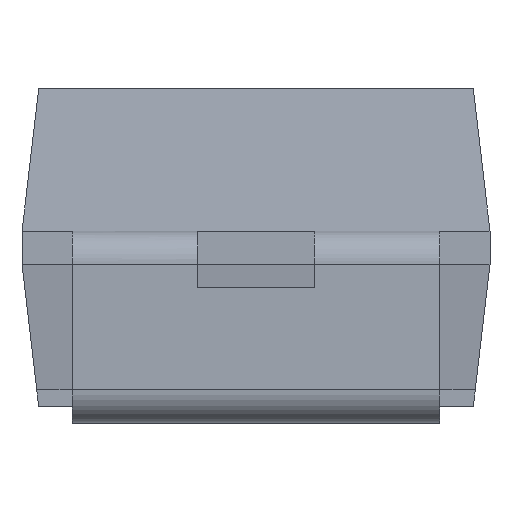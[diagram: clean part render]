
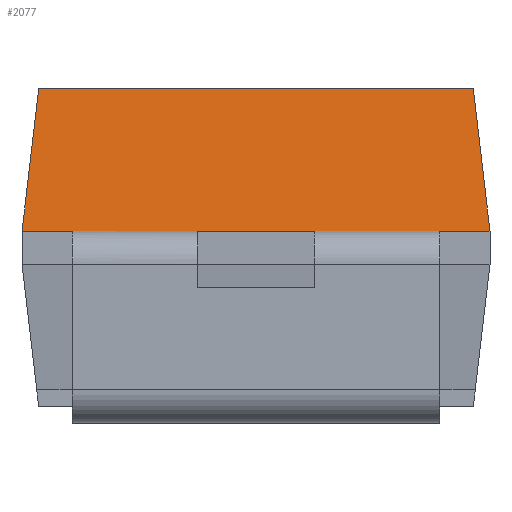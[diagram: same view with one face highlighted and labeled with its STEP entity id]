
A CAD part, left-side view. The second image highlights one B-rep face of the part: STEP entity #2077.
In plain terms, the highlighted free-form (B-spline) face has degree [1, 1] with [2, 2] control points.
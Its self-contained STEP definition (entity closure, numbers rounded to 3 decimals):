
#1416 = VERTEX_POINT('',#1417);
#1417 = CARTESIAN_POINT('',(-1.55,1.3,1.999));
#1422 = EDGE_CURVE('',#1416,#1423,#1425,.T.);
#1423 = VERTEX_POINT('',#1424);
#1424 = CARTESIAN_POINT('',(-1.55,-1.3,1.999));
#1425 = B_SPLINE_CURVE_WITH_KNOTS('',1,(#1426,#1427),.UNSPECIFIED.,.F.,
  .F.,(2,2),(-2.7,-0.1),.PIECEWISE_BEZIER_KNOTS.);
#1426 = CARTESIAN_POINT('',(-1.55,1.3,1.999));
#1427 = CARTESIAN_POINT('',(-1.55,-1.3,1.999));
#1452 = VERTEX_POINT('',#1453);
#1453 = CARTESIAN_POINT('',(-1.65,0.35,1.149));
#1459 = EDGE_CURVE('',#1452,#1460,#1462,.T.);
#1460 = VERTEX_POINT('',#1461);
#1461 = CARTESIAN_POINT('',(-1.65,1.1,1.149));
#1462 = B_SPLINE_CURVE_WITH_KNOTS('',1,(#1463,#1464),.UNSPECIFIED.,.F.,
  .F.,(2,2),(1.45,2.2),.PIECEWISE_BEZIER_KNOTS.);
#1463 = CARTESIAN_POINT('',(-1.65,0.35,1.149));
#1464 = CARTESIAN_POINT('',(-1.65,1.1,1.149));
#1482 = EDGE_CURVE('',#1483,#1485,#1487,.T.);
#1483 = VERTEX_POINT('',#1484);
#1484 = CARTESIAN_POINT('',(-1.65,-1.1,1.149));
#1485 = VERTEX_POINT('',#1486);
#1486 = CARTESIAN_POINT('',(-1.65,-0.35,1.149));
#1487 = B_SPLINE_CURVE_WITH_KNOTS('',1,(#1488,#1489),.UNSPECIFIED.,.F.,
  .F.,(2,2),(0.,0.75),.PIECEWISE_BEZIER_KNOTS.);
#1488 = CARTESIAN_POINT('',(-1.65,-1.1,1.149));
#1489 = CARTESIAN_POINT('',(-1.65,-0.35,1.149));
#1679 = EDGE_CURVE('',#1460,#1680,#1682,.T.);
#1680 = VERTEX_POINT('',#1681);
#1681 = CARTESIAN_POINT('',(-1.65,1.4,1.149));
#1682 = B_SPLINE_CURVE_WITH_KNOTS('',1,(#1683,#1684),.UNSPECIFIED.,.F.,
  .F.,(2,2),(-0.3,0.),.PIECEWISE_BEZIER_KNOTS.);
#1683 = CARTESIAN_POINT('',(-1.65,1.1,1.149));
#1684 = CARTESIAN_POINT('',(-1.65,1.4,1.149));
#2003 = VERTEX_POINT('',#2004);
#2004 = CARTESIAN_POINT('',(-1.65,-1.4,1.149));
#2031 = EDGE_CURVE('',#2003,#1483,#2032,.T.);
#2032 = B_SPLINE_CURVE_WITH_KNOTS('',1,(#2033,#2034),.UNSPECIFIED.,.F.,
  .F.,(2,2),(-2.8,-2.5),.PIECEWISE_BEZIER_KNOTS.);
#2033 = CARTESIAN_POINT('',(-1.65,-1.4,1.149));
#2034 = CARTESIAN_POINT('',(-1.65,-1.1,1.149));
#2066 = EDGE_CURVE('',#1416,#1680,#2067,.T.);
#2067 = B_SPLINE_CURVE_WITH_KNOTS('',1,(#2068,#2069),.UNSPECIFIED.,.F.,
  .F.,(2,2),(0.18,1.042),.PIECEWISE_BEZIER_KNOTS.);
#2068 = CARTESIAN_POINT('',(-1.55,1.3,1.999));
#2069 = CARTESIAN_POINT('',(-1.65,1.4,1.149));
#2077 = ADVANCED_FACE('',(#2078),#2096,.T.);
#2078 = FACE_BOUND('',#2079,.T.);
#2079 = EDGE_LOOP('',(#2080,#2081,#2082,#2083,#2088,#2089,#2090,#2095));
#2080 = ORIENTED_EDGE('',*,*,#2066,.T.);
#2081 = ORIENTED_EDGE('',*,*,#1679,.F.);
#2082 = ORIENTED_EDGE('',*,*,#1459,.F.);
#2083 = ORIENTED_EDGE('',*,*,#2084,.F.);
#2084 = EDGE_CURVE('',#1485,#1452,#2085,.T.);
#2085 = B_SPLINE_CURVE_WITH_KNOTS('',1,(#2086,#2087),.UNSPECIFIED.,.F.,
  .F.,(2,2),(0.75,1.45),.PIECEWISE_BEZIER_KNOTS.);
#2086 = CARTESIAN_POINT('',(-1.65,-0.35,1.149));
#2087 = CARTESIAN_POINT('',(-1.65,0.35,1.149));
#2088 = ORIENTED_EDGE('',*,*,#1482,.F.);
#2089 = ORIENTED_EDGE('',*,*,#2031,.F.);
#2090 = ORIENTED_EDGE('',*,*,#2091,.F.);
#2091 = EDGE_CURVE('',#1423,#2003,#2092,.T.);
#2092 = B_SPLINE_CURVE_WITH_KNOTS('',1,(#2093,#2094),.UNSPECIFIED.,.F.,
  .F.,(2,2),(0.151,1.013),.PIECEWISE_BEZIER_KNOTS.);
#2093 = CARTESIAN_POINT('',(-1.55,-1.3,1.999));
#2094 = CARTESIAN_POINT('',(-1.65,-1.4,1.149));
#2095 = ORIENTED_EDGE('',*,*,#1422,.F.);
#2096 = B_SPLINE_SURFACE_WITH_KNOTS('',1,1,(
    (#2097,#2098)
    ,(#2099,#2100
    )),.UNSPECIFIED.,.F.,.F.,.F.,(2,2),(2,2),(-1.4,1.4),(
    0.,0.856),.PIECEWISE_BEZIER_KNOTS.);
#2097 = CARTESIAN_POINT('',(-1.55,-1.4,1.999));
#2098 = CARTESIAN_POINT('',(-1.65,-1.4,1.149));
#2099 = CARTESIAN_POINT('',(-1.55,1.4,1.999));
#2100 = CARTESIAN_POINT('',(-1.65,1.4,1.149));
